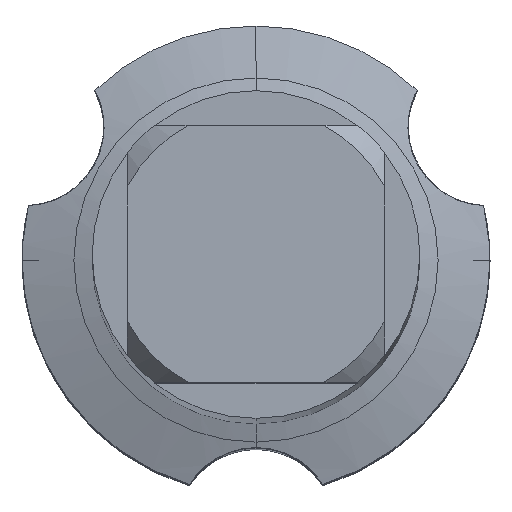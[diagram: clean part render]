
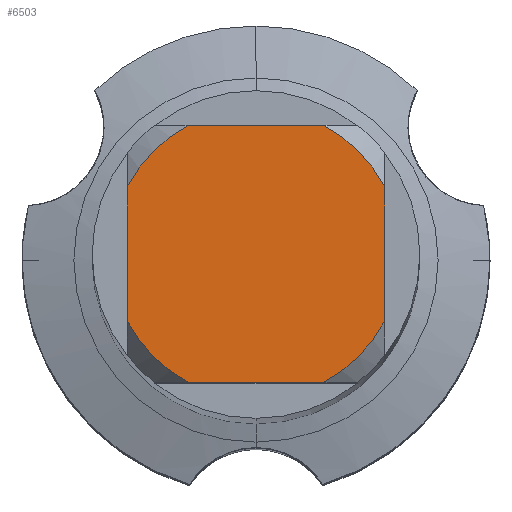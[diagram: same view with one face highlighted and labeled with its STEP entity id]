
A CAD part, top view. The second image highlights one B-rep face of the part: STEP entity #6503.
In plain terms, the highlighted planar face has unit normal (0, 0, 1).
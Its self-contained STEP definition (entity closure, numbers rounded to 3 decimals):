
#2353=VERTEX_POINT('',#6984);
#2777=EDGE_CURVE('',#5703,#5135,#7441,.T.);
#2959=EDGE_CURVE('',#4367,#6391,#7637,.T.);
#3099=VERTEX_POINT('',#7792);
#3679=EDGE_CURVE('',#4367,#2353,#8424,.T.);
#4239=EDGE_CURVE('',#3099,#5135,#9044,.T.);
#4367=VERTEX_POINT('',#9189);
#4505=VERTEX_POINT('',#9342);
#4727=EDGE_CURVE('',#6885,#2353,#9581,.T.);
#4853=EDGE_CURVE('',#5703,#6391,#9720,.T.);
#5135=VERTEX_POINT('',#10021);
#5155=EDGE_CURVE('',#6885,#4505,#10041,.T.);
#5315=EDGE_CURVE('',#3099,#4505,#10213,.T.);
#5703=VERTEX_POINT('',#10637);
#6391=VERTEX_POINT('',#11388);
#6503=ADVANCED_FACE('',(#11512),#11513,.T.);
#6885=VERTEX_POINT('',#11925);
#6984=CARTESIAN_POINT('',(1.431,-2.75,0.0));
#7441=CIRCLE('',#12893,3.1);
#7637=CIRCLE('',#13221,3.1);
#7792=CARTESIAN_POINT('',(1.431,2.75,0.0));
#8424=LINE('',#14587,#14588);
#9044=LINE('',#15731,#15732);
#9189=CARTESIAN_POINT('',(-1.431,-2.75,0.0));
#9342=CARTESIAN_POINT('',(2.75,1.431,0.0));
#9581=CIRCLE('',#16598,3.1);
#9720=LINE('',#16836,#16837);
#10021=CARTESIAN_POINT('',(-1.431,2.75,0.0));
#10041=LINE('',#17410,#17411);
#10213=CIRCLE('',#17719,3.1);
#10637=CARTESIAN_POINT('',(-2.75,1.431,0.0));
#11388=CARTESIAN_POINT('',(-2.75,-1.431,0.0));
#11512=FACE_OUTER_BOUND('',#19891,.T.);
#11513=PLANE('',#19892);
#11925=CARTESIAN_POINT('',(2.75,-1.431,0.0));
#12893=AXIS2_PLACEMENT_3D('',#21222,#21223,#21224);
#13221=AXIS2_PLACEMENT_3D('',#21439,#21440,#21441);
#14587=CARTESIAN_POINT('',(0.0,-2.75,0.0));
#14588=VECTOR('',#22748,1.0);
#15731=CARTESIAN_POINT('',(0.0,2.75,0.0));
#15732=VECTOR('',#23440,1.0);
#16598=AXIS2_PLACEMENT_3D('',#24031,#24032,#24033);
#16836=CARTESIAN_POINT('',(-2.75,0.775,0.0));
#16837=VECTOR('',#24193,1.0);
#17410=CARTESIAN_POINT('',(2.75,0.775,0.0));
#17411=VECTOR('',#24483,1.0);
#17719=AXIS2_PLACEMENT_3D('',#24635,#24636,#24637);
#19891=EDGE_LOOP('',(#25997,#25998,#25999,#26000,#26001,#26002,#26003,#26004));
#19892=AXIS2_PLACEMENT_3D('',#26005,#26006,#26007);
#21222=CARTESIAN_POINT('',(0.0,0.0,0.0));
#21223=DIRECTION('',(0.0,0.0,-1.0));
#21224=DIRECTION('',(0.0,1.0,0.0));
#21439=CARTESIAN_POINT('',(0.0,0.0,0.0));
#21440=DIRECTION('',(0.0,0.0,-1.0));
#21441=DIRECTION('',(0.0,1.0,0.0));
#22748=DIRECTION('',(1.0,0.0,0.0));
#23440=DIRECTION('',(-1.0,0.0,0.0));
#24031=CARTESIAN_POINT('',(0.0,0.0,0.0));
#24032=DIRECTION('',(0.0,0.0,-1.0));
#24033=DIRECTION('',(0.0,1.0,0.0));
#24193=DIRECTION('',(-0.0,-1.0,0.0));
#24483=DIRECTION('',(-0.0,1.0,0.0));
#24635=CARTESIAN_POINT('',(0.0,0.0,0.0));
#24636=DIRECTION('',(0.0,0.0,-1.0));
#24637=DIRECTION('',(0.0,1.0,0.0));
#25997=ORIENTED_EDGE('',*,*,#4853,.T.);
#25998=ORIENTED_EDGE('',*,*,#2959,.F.);
#25999=ORIENTED_EDGE('',*,*,#3679,.T.);
#26000=ORIENTED_EDGE('',*,*,#4727,.F.);
#26001=ORIENTED_EDGE('',*,*,#5155,.T.);
#26002=ORIENTED_EDGE('',*,*,#5315,.F.);
#26003=ORIENTED_EDGE('',*,*,#4239,.T.);
#26004=ORIENTED_EDGE('',*,*,#2777,.F.);
#26005=CARTESIAN_POINT('',(0.0,1.55,0.0));
#26006=DIRECTION('',(-0.0,0.0,1.0));
#26007=DIRECTION('',(0.0,-1.0,0.0));
